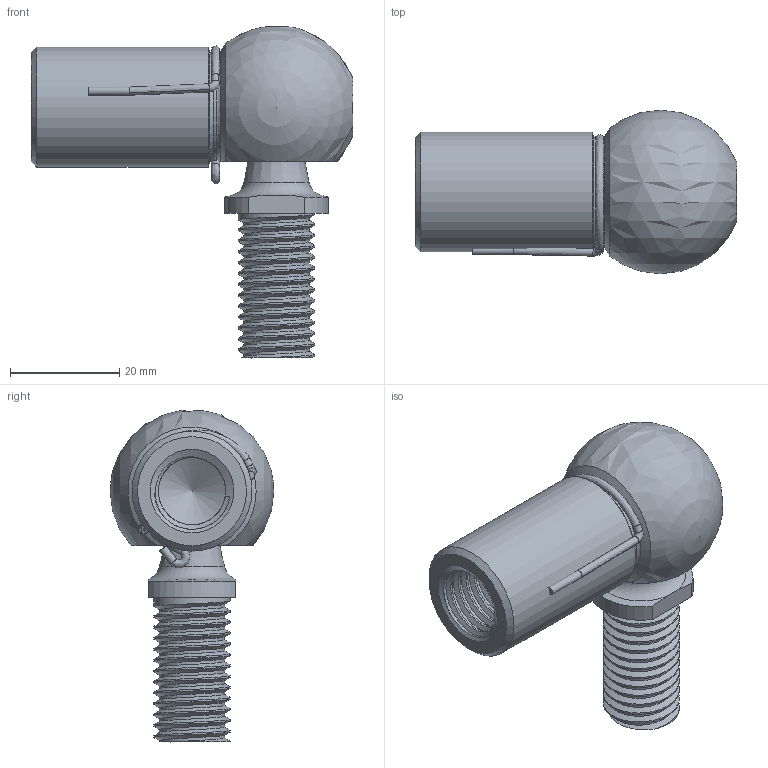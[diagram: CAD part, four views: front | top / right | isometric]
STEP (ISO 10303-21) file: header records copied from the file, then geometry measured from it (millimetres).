
FILE_DESCRIPTION(/* description */ (''),/* implementation_level */ '2;1');
FILE_NAME(/* name */ 'WG45.stp',/* time_stamp */ '2024-05-10T16:10:59+03:00',/* author */ (''),/* organization */ (''),/* preprocessor_version */ 'ST-DEVELOPER v16',/* originating_system */ 'SIEMENS PLM Software NX 11.0',/* authorisation */ '');
FILE_SCHEMA (('AUTOMOTIVE_DESIGN { 1 0 10303 214 3 1 1 1 }'));
Length unit declared in the file: millimetre
Products named in the file (4): Ball socket; Ball stud; Security clip; WG30_stp
Assembly tree (3 placements, depth 2):
  WG30_stp
    Security clip
    Ball stud
    Ball socket
Bounding box: 59 x 30 x 60.89 mm (x, y, z)
Volume: 24787.6 mm3; surface area: 11935 mm2
Topology: 3 solids, 3 shells, 62 faces, 159 edges, 107 vertices
Faces by surface type: bspline 19, plane 15, cylinder 11, cone 9, torus 5, sphere 3
Full cylindrical faces by diameter (mm): 1.5 x1, 19.04 x2, 19.5 x1, 22 x1
Entity records: 8159 total; most frequent: CARTESIAN_POINT 6813, ORIENTED_EDGE 262, DIRECTION 224, EDGE_CURVE 131, AXIS2_PLACEMENT_3D 101, VERTEX_POINT 98, EDGE_LOOP 88, ADVANCED_FACE 62
